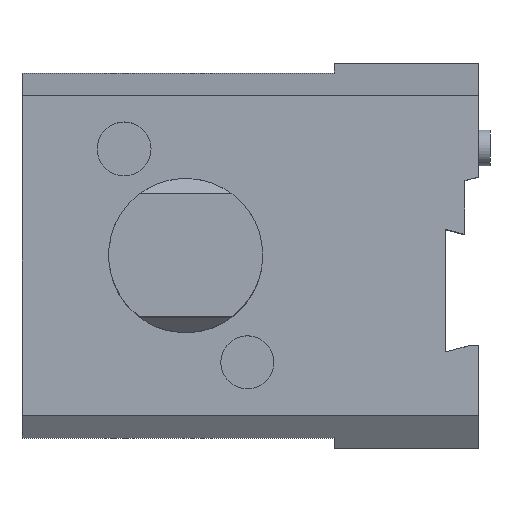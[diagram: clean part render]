
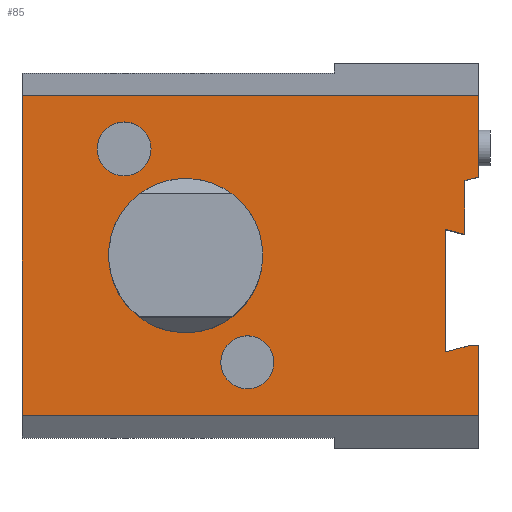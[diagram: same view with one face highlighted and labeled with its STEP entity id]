
A CAD part, top view. The second image highlights one B-rep face of the part: STEP entity #85.
In plain terms, the highlighted planar face has unit normal (0, 0, 1).
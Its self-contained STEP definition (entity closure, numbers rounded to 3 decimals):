
#52=FACE_BOUND('',#238,.T.);
#53=FACE_BOUND('',#239,.T.);
#54=FACE_BOUND('',#240,.T.);
#55=FACE_BOUND('',#241,.T.);
#67=CIRCLE('',#1098,6.9);
#68=CIRCLE('',#1099,20.);
#69=CIRCLE('',#1100,7.);
#85=ADVANCED_FACE('',(#52,#53,#54,#55),#139,.T.);
#139=PLANE('',#1101);
#238=EDGE_LOOP('',(#321));
#239=EDGE_LOOP('',(#322));
#240=EDGE_LOOP('',(#323));
#241=EDGE_LOOP('',(#324,#325,#326,#327,#328,#329,#330,#331,#332,#333,#334));
#321=ORIENTED_EDGE('',*,*,#700,.T.);
#322=ORIENTED_EDGE('',*,*,#701,.T.);
#323=ORIENTED_EDGE('',*,*,#702,.F.);
#324=ORIENTED_EDGE('',*,*,#703,.T.);
#325=ORIENTED_EDGE('',*,*,#704,.T.);
#326=ORIENTED_EDGE('',*,*,#685,.T.);
#327=ORIENTED_EDGE('',*,*,#705,.T.);
#328=ORIENTED_EDGE('',*,*,#706,.F.);
#329=ORIENTED_EDGE('',*,*,#707,.F.);
#330=ORIENTED_EDGE('',*,*,#695,.T.);
#331=ORIENTED_EDGE('',*,*,#682,.T.);
#332=ORIENTED_EDGE('',*,*,#708,.T.);
#333=ORIENTED_EDGE('',*,*,#709,.T.);
#334=ORIENTED_EDGE('',*,*,#677,.T.);
#580=VERTEX_POINT('',#1460);
#581=VERTEX_POINT('',#1462);
#585=VERTEX_POINT('',#1472);
#586=VERTEX_POINT('',#1474);
#588=VERTEX_POINT('',#1480);
#589=VERTEX_POINT('',#1481);
#598=VERTEX_POINT('',#1501);
#602=VERTEX_POINT('',#1511);
#603=VERTEX_POINT('',#1513);
#604=VERTEX_POINT('',#1515);
#605=VERTEX_POINT('',#1517);
#606=VERTEX_POINT('',#1520);
#607=VERTEX_POINT('',#1522);
#608=VERTEX_POINT('',#1525);
#677=EDGE_CURVE('',#581,#580,#819,.T.);
#682=EDGE_CURVE('',#586,#585,#822,.T.);
#685=EDGE_CURVE('',#588,#589,#825,.T.);
#695=EDGE_CURVE('',#598,#586,#833,.T.);
#700=EDGE_CURVE('',#602,#602,#67,.T.);
#701=EDGE_CURVE('',#603,#603,#68,.T.);
#702=EDGE_CURVE('',#604,#604,#69,.T.);
#703=EDGE_CURVE('',#580,#605,#837,.T.);
#704=EDGE_CURVE('',#605,#588,#838,.T.);
#705=EDGE_CURVE('',#589,#606,#839,.T.);
#706=EDGE_CURVE('',#607,#606,#840,.T.);
#707=EDGE_CURVE('',#598,#607,#841,.T.);
#708=EDGE_CURVE('',#585,#608,#842,.T.);
#709=EDGE_CURVE('',#608,#581,#843,.T.);
#819=LINE('',#1461,#938);
#822=LINE('',#1473,#941);
#825=LINE('',#1479,#944);
#833=LINE('',#1500,#952);
#837=LINE('',#1516,#956);
#838=LINE('',#1518,#957);
#839=LINE('',#1519,#958);
#840=LINE('',#1521,#959);
#841=LINE('',#1523,#960);
#842=LINE('',#1524,#961);
#843=LINE('',#1526,#962);
#938=VECTOR('',#1176,1.);
#941=VECTOR('',#1187,1.);
#944=VECTOR('',#1192,1.);
#952=VECTOR('',#1206,1.);
#956=VECTOR('',#1220,1.);
#957=VECTOR('',#1221,1.);
#958=VECTOR('',#1222,1.);
#959=VECTOR('',#1223,1.);
#960=VECTOR('',#1224,1.);
#961=VECTOR('',#1225,1.);
#962=VECTOR('',#1226,1.);
#1098=AXIS2_PLACEMENT_3D('',#1510,#1214,#1215);
#1099=AXIS2_PLACEMENT_3D('',#1512,#1216,#1217);
#1100=AXIS2_PLACEMENT_3D('',#1514,#1218,#1219);
#1101=AXIS2_PLACEMENT_3D('',#1527,#1227,#1228);
#1176=DIRECTION('',(0.966,-0.259,0.));
#1187=DIRECTION('',(-1.,0.,0.));
#1192=DIRECTION('',(0.,1.,0.));
#1206=DIRECTION('',(0.,1.,0.));
#1214=DIRECTION('',(0.,0.,-1.));
#1215=DIRECTION('',(-1.,0.,0.));
#1216=DIRECTION('',(0.,0.,-1.));
#1217=DIRECTION('',(1.,0.,0.));
#1218=DIRECTION('',(0.,0.,1.));
#1219=DIRECTION('',(-1.,0.,0.));
#1220=DIRECTION('',(0.,1.,0.));
#1221=DIRECTION('',(0.966,0.259,0.));
#1222=DIRECTION('',(-1.,0.,0.));
#1223=DIRECTION('',(0.,1.,0.));
#1224=DIRECTION('',(-1.,0.,0.));
#1225=DIRECTION('',(-0.966,-0.259,0.));
#1226=DIRECTION('',(0.,1.,0.));
#1227=DIRECTION('',(0.,0.,1.));
#1228=DIRECTION('',(-1.,0.,0.));
#1460=CARTESIAN_POINT('',(72.5,5.5,0.));
#1461=CARTESIAN_POINT('',(72.5,5.5,0.));
#1462=CARTESIAN_POINT('',(67.5,6.84,0.));
#1472=CARTESIAN_POINT('',(73.844,-23.3,0.));
#1473=CARTESIAN_POINT('',(76.,-23.3,0.));
#1474=CARTESIAN_POINT('',(76.,-23.3,0.));
#1479=CARTESIAN_POINT('',(76.,-50.,0.));
#1480=CARTESIAN_POINT('',(76.,20.438,0.));
#1481=CARTESIAN_POINT('',(76.,41.5,0.));
#1500=CARTESIAN_POINT('',(76.,-50.,0.));
#1501=CARTESIAN_POINT('',(76.,-41.432,0.));
#1510=CARTESIAN_POINT('',(16.,-27.713,0.));
#1511=CARTESIAN_POINT('',(9.1,-27.713,0.));
#1512=CARTESIAN_POINT('',(0.,0.,0.));
#1513=CARTESIAN_POINT('',(20.,0.,0.));
#1514=CARTESIAN_POINT('',(-16.,27.713,0.));
#1515=CARTESIAN_POINT('',(-23.,27.713,0.));
#1516=CARTESIAN_POINT('',(72.5,5.5,0.));
#1517=CARTESIAN_POINT('',(72.5,19.5,0.));
#1518=CARTESIAN_POINT('',(72.5,19.5,0.));
#1519=CARTESIAN_POINT('',(159.904,41.5,0.));
#1520=CARTESIAN_POINT('',(-42.5,41.5,0.));
#1521=CARTESIAN_POINT('',(-42.5,-50.,0.));
#1522=CARTESIAN_POINT('',(-42.5,-41.432,0.));
#1523=CARTESIAN_POINT('',(159.904,-41.432,0.));
#1524=CARTESIAN_POINT('',(73.844,-23.3,0.));
#1525=CARTESIAN_POINT('',(67.5,-25.,0.));
#1526=CARTESIAN_POINT('',(67.5,-25.,0.));
#1527=CARTESIAN_POINT('',(76.,-50.,0.));
